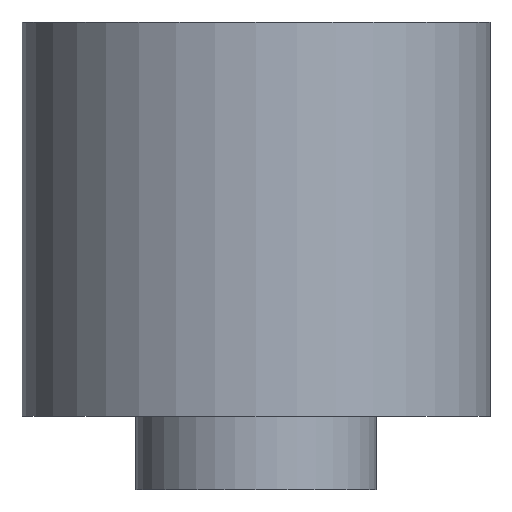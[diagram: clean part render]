
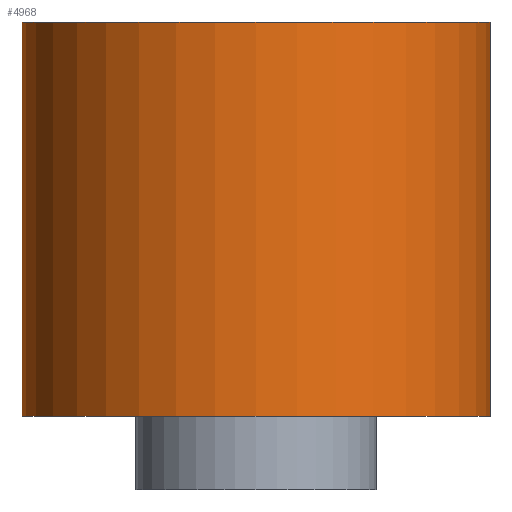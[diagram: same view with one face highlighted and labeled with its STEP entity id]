
A CAD part, left-side view. The second image highlights one B-rep face of the part: STEP entity #4968.
In plain terms, the highlighted cylindrical face has radius 9.5 mm (diameter 19 mm), a partial arc.
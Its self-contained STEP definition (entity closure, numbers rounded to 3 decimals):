
#688 = VECTOR ( 'NONE', #1595, 1000. ) ;
#762 = DIRECTION ( 'NONE',  ( 0., 0., 1. ) ) ;
#1017 = EDGE_CURVE ( 'NONE', #3390, #4957, #9123, .T. ) ;
#1595 = DIRECTION ( 'NONE',  ( 0., 0., 1. ) ) ;
#1646 = DIRECTION ( 'NONE',  ( 0., 0., 1. ) ) ;
#1876 = CARTESIAN_POINT ( 'NONE',  ( -10.5, 0., -12. ) ) ;
#2387 = AXIS2_PLACEMENT_3D ( 'NONE', #1876, #762, #6192 ) ;
#2904 = DIRECTION ( 'NONE',  ( 0., 0., 1. ) ) ;
#3322 = ORIENTED_EDGE ( 'NONE', *, *, #9565, .F. ) ;
#3342 = CYLINDRICAL_SURFACE ( 'NONE', #2387, 9.5 ) ;
#3390 = VERTEX_POINT ( 'NONE', #10841 ) ;
#4183 = CARTESIAN_POINT ( 'NONE',  ( -10.5, 0., -12. ) ) ;
#4776 = AXIS2_PLACEMENT_3D ( 'NONE', #4183, #2904, #8490 ) ;
#4806 = CARTESIAN_POINT ( 'NONE',  ( -10.5, -9.5, 4. ) ) ;
#4957 = VERTEX_POINT ( 'NONE', #4806 ) ;
#4968 = ADVANCED_FACE ( 'NONE', ( #15926 ), #3342, .T. ) ;
#5049 = CARTESIAN_POINT ( 'NONE',  ( -10.5, -9.5, -12. ) ) ;
#6192 = DIRECTION ( 'NONE',  ( 1., 0., 0. ) ) ;
#6237 = VERTEX_POINT ( 'NONE', #5049 ) ;
#6818 = CARTESIAN_POINT ( 'NONE',  ( -10.5, 0., 4. ) ) ;
#7335 = LINE ( 'NONE', #8617, #16691 ) ;
#7833 = DIRECTION ( 'NONE',  ( 1., 0., 0. ) ) ;
#8490 = DIRECTION ( 'NONE',  ( 1., 0., 0. ) ) ;
#8617 = CARTESIAN_POINT ( 'NONE',  ( -10.5, 9.5, -12. ) ) ;
#9123 = CIRCLE ( 'NONE', #12654, 9.5 ) ;
#9565 = EDGE_CURVE ( 'NONE', #17743, #3390, #7335, .T. ) ;
#10841 = CARTESIAN_POINT ( 'NONE',  ( -10.5, 9.5, 4. ) ) ;
#11328 = LINE ( 'NONE', #14175, #688 ) ;
#11370 = ORIENTED_EDGE ( 'NONE', *, *, #13503, .T. ) ;
#11474 = ORIENTED_EDGE ( 'NONE', *, *, #1017, .F. ) ;
#12145 = DIRECTION ( 'NONE',  ( 0., 0., 1. ) ) ;
#12654 = AXIS2_PLACEMENT_3D ( 'NONE', #6818, #12145, #7833 ) ;
#13290 = ORIENTED_EDGE ( 'NONE', *, *, #15288, .T. ) ;
#13503 = EDGE_CURVE ( 'NONE', #17743, #6237, #16813, .T. ) ;
#14175 = CARTESIAN_POINT ( 'NONE',  ( -10.5, -9.5, -12. ) ) ;
#14468 = CARTESIAN_POINT ( 'NONE',  ( -10.5, 9.5, -12. ) ) ;
#15288 = EDGE_CURVE ( 'NONE', #6237, #4957, #11328, .T. ) ;
#15674 = EDGE_LOOP ( 'NONE', ( #11474, #3322, #11370, #13290 ) ) ;
#15926 = FACE_OUTER_BOUND ( 'NONE', #15674, .T. ) ;
#16691 = VECTOR ( 'NONE', #1646, 1000. ) ;
#16813 = CIRCLE ( 'NONE', #4776, 9.5 ) ;
#17743 = VERTEX_POINT ( 'NONE', #14468 ) ;
